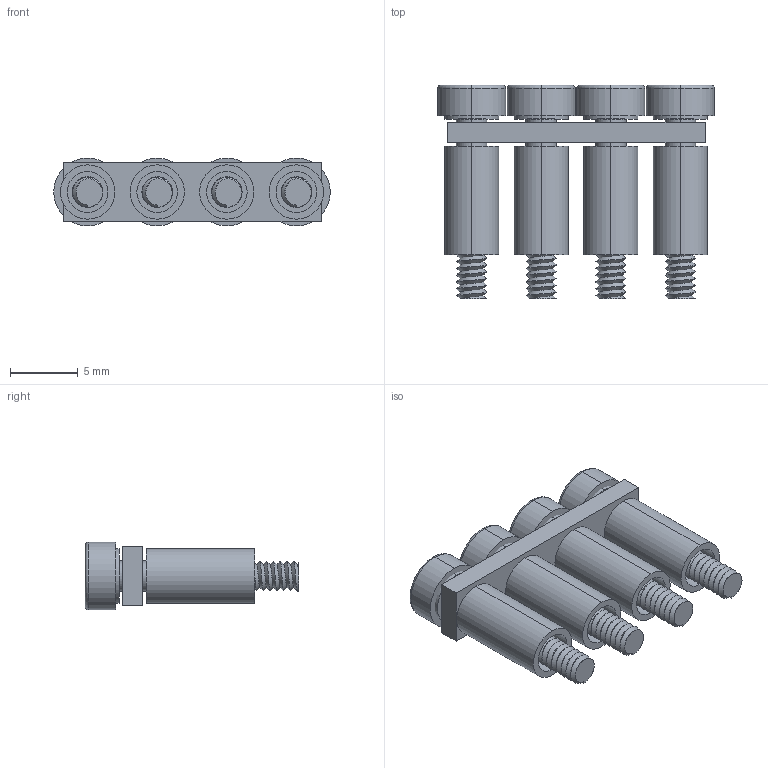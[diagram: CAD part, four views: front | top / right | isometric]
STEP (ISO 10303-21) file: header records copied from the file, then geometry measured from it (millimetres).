
FILE_DESCRIPTION (( 'STEP AP214' ), '1' );
FILE_NAME ('KN-4J12.step', '2015-05-04T11:23:00', ( '' ), ( '' ), 'SwSTEP 2.0', 'SolidWorks 2014', '' );
FILE_SCHEMA (( 'AUTOMOTIVE_DESIGN' ));
Length unit declared in the file: millimetre
Products named in the file (1): KN-4J12
Bounding box: 20.38 x 15.75 x 5 mm (x, y, z)
Volume: 667.4 mm3; surface area: 1925.3 mm2
Topology: 13 solids, 13 shells, 134 faces, 292 edges, 188 vertices
Faces by surface type: plane 58, cylinder 52, bspline 16, torus 8
Entity records: 8162 total; most frequent: CARTESIAN_POINT 3819, DIRECTION 614, ORIENTED_EDGE 584, EDGE_CURVE 292, AXIS2_PLACEMENT_3D 243, VERTEX_POINT 188, EDGE_LOOP 154, ADVANCED_FACE 134
